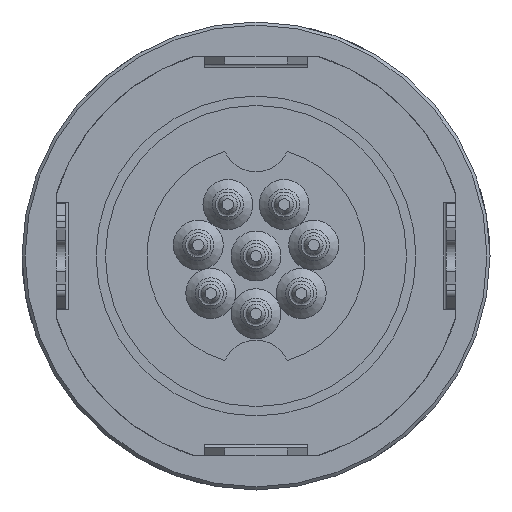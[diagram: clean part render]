
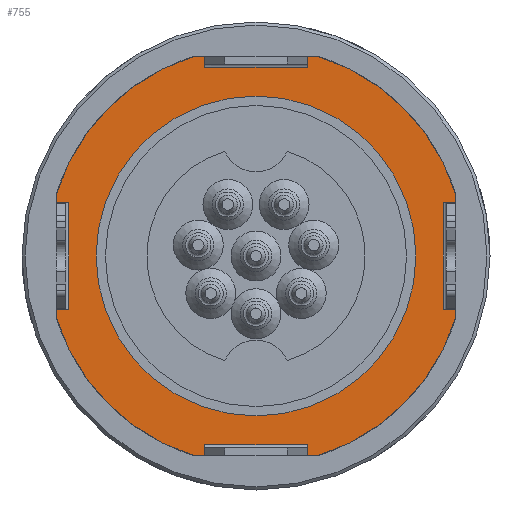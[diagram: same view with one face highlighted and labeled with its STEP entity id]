
A CAD part, left-side view. The second image highlights one B-rep face of the part: STEP entity #755.
In plain terms, the highlighted planar face has unit normal (-1, 0, 0).
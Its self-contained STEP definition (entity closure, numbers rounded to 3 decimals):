
#508=PLANE('',#4842);
#755=ADVANCED_FACE('',(#1109,#1110),#508,.T.);
#1109=FACE_BOUND('',#1472,.T.);
#1110=FACE_BOUND('',#1473,.T.);
#1472=EDGE_LOOP('',(#2939));
#1473=EDGE_LOOP('',(#2940,#2941,#2942,#2943,#2944,#2945,#2946,#2947,#2948,
#2949,#2950,#2951,#2952,#2953,#2954,#2955,#2956,#2957,#2958,#2959,#2960,
#2961,#2962,#2963));
#1700=LINE('',#7301,#1972);
#1702=LINE('',#7307,#1974);
#1703=LINE('',#7311,#1975);
#1704=LINE('',#7315,#1976);
#1707=LINE('',#7321,#1979);
#1708=LINE('',#7327,#1980);
#1709=LINE('',#7329,#1981);
#1711=LINE('',#7335,#1983);
#1712=LINE('',#7342,#1984);
#1718=LINE('',#7354,#1990);
#1719=LINE('',#7356,#1991);
#1762=LINE('',#7464,#2034);
#1766=LINE('',#7473,#2038);
#1767=LINE('',#7474,#2039);
#1771=LINE('',#7483,#2043);
#1772=LINE('',#7484,#2044);
#1773=LINE('',#7486,#2045);
#1774=LINE('',#7492,#2046);
#1775=LINE('',#7493,#2047);
#1776=LINE('',#7497,#2048);
#1972=VECTOR('',#5848,1.);
#1974=VECTOR('',#5854,1.);
#1975=VECTOR('',#5859,1.);
#1976=VECTOR('',#5864,1.);
#1979=VECTOR('',#5869,1.);
#1980=VECTOR('',#5876,1.);
#1981=VECTOR('',#5879,1.);
#1983=VECTOR('',#5885,1.);
#1984=VECTOR('',#5894,1.);
#1990=VECTOR('',#5904,1.);
#1991=VECTOR('',#5907,1.);
#2034=VECTOR('',#6024,1.);
#2038=VECTOR('',#6030,1.);
#2039=VECTOR('',#6031,1.);
#2043=VECTOR('',#6037,1.);
#2044=VECTOR('',#6038,1.);
#2045=VECTOR('',#6041,1.);
#2046=VECTOR('',#6048,1.);
#2047=VECTOR('',#6049,1.);
#2048=VECTOR('',#6052,1.);
#2939=ORIENTED_EDGE('',*,*,#4000,.T.);
#2940=ORIENTED_EDGE('',*,*,#4001,.F.);
#2941=ORIENTED_EDGE('',*,*,#3998,.T.);
#2942=ORIENTED_EDGE('',*,*,#4007,.F.);
#2943=ORIENTED_EDGE('',*,*,#4073,.F.);
#2944=ORIENTED_EDGE('',*,*,#4074,.F.);
#2945=ORIENTED_EDGE('',*,*,#4067,.F.);
#2946=ORIENTED_EDGE('',*,*,#3995,.T.);
#2947=ORIENTED_EDGE('',*,*,#3994,.T.);
#2948=ORIENTED_EDGE('',*,*,#3991,.F.);
#2949=ORIENTED_EDGE('',*,*,#4066,.F.);
#2950=ORIENTED_EDGE('',*,*,#4075,.F.);
#2951=ORIENTED_EDGE('',*,*,#4072,.F.);
#2952=ORIENTED_EDGE('',*,*,#3988,.F.);
#2953=ORIENTED_EDGE('',*,*,#3986,.T.);
#2954=ORIENTED_EDGE('',*,*,#3984,.F.);
#2955=ORIENTED_EDGE('',*,*,#4071,.F.);
#2956=ORIENTED_EDGE('',*,*,#4076,.F.);
#2957=ORIENTED_EDGE('',*,*,#4077,.F.);
#2958=ORIENTED_EDGE('',*,*,#4008,.T.);
#2959=ORIENTED_EDGE('',*,*,#3981,.T.);
#2960=ORIENTED_EDGE('',*,*,#4062,.F.);
#2961=ORIENTED_EDGE('',*,*,#4078,.F.);
#2962=ORIENTED_EDGE('',*,*,#4079,.F.);
#2963=ORIENTED_EDGE('',*,*,#4080,.F.);
#3497=VERTEX_POINT('',#7300);
#3498=VERTEX_POINT('',#7302);
#3499=VERTEX_POINT('',#7306);
#3500=VERTEX_POINT('',#7308);
#3501=VERTEX_POINT('',#7312);
#3502=VERTEX_POINT('',#7316);
#3503=VERTEX_POINT('',#7320);
#3504=VERTEX_POINT('',#7322);
#3505=VERTEX_POINT('',#7326);
#3506=VERTEX_POINT('',#7330);
#3507=VERTEX_POINT('',#7334);
#3508=VERTEX_POINT('',#7336);
#3509=VERTEX_POINT('',#7340);
#3510=VERTEX_POINT('',#7343);
#3513=VERTEX_POINT('',#7353);
#3514=VERTEX_POINT('',#7357);
#3541=VERTEX_POINT('',#7463);
#3542=VERTEX_POINT('',#7467);
#3545=VERTEX_POINT('',#7472);
#3546=VERTEX_POINT('',#7477);
#3549=VERTEX_POINT('',#7482);
#3550=VERTEX_POINT('',#7487);
#3551=VERTEX_POINT('',#7491);
#3552=VERTEX_POINT('',#7494);
#3553=VERTEX_POINT('',#7496);
#3981=EDGE_CURVE('',#3498,#3497,#1700,.T.);
#3984=EDGE_CURVE('',#3499,#3500,#1702,.T.);
#3986=EDGE_CURVE('',#3501,#3500,#1703,.T.);
#3988=EDGE_CURVE('',#3501,#3502,#1704,.T.);
#3991=EDGE_CURVE('',#3503,#3504,#1707,.T.);
#3994=EDGE_CURVE('',#3505,#3504,#1708,.T.);
#3995=EDGE_CURVE('',#3506,#3505,#1709,.T.);
#3998=EDGE_CURVE('',#3508,#3507,#1711,.T.);
#4000=EDGE_CURVE('',#3509,#3509,#4350,.T.);
#4001=EDGE_CURVE('',#3508,#3510,#1712,.T.);
#4007=EDGE_CURVE('',#3513,#3507,#1718,.T.);
#4008=EDGE_CURVE('',#3514,#3498,#1719,.T.);
#4062=EDGE_CURVE('',#3541,#3497,#1762,.T.);
#4066=EDGE_CURVE('',#3545,#3503,#1766,.T.);
#4067=EDGE_CURVE('',#3506,#3542,#1767,.T.);
#4071=EDGE_CURVE('',#3549,#3499,#1771,.T.);
#4072=EDGE_CURVE('',#3502,#3546,#1772,.T.);
#4073=EDGE_CURVE('',#3550,#3513,#1773,.T.);
#4074=EDGE_CURVE('',#3542,#3550,#4362,.T.);
#4075=EDGE_CURVE('',#3546,#3545,#4363,.T.);
#4076=EDGE_CURVE('',#3551,#3549,#4364,.T.);
#4077=EDGE_CURVE('',#3514,#3551,#1774,.T.);
#4078=EDGE_CURVE('',#3552,#3541,#1775,.T.);
#4079=EDGE_CURVE('',#3553,#3552,#4365,.T.);
#4080=EDGE_CURVE('',#3510,#3553,#1776,.T.);
#4350=CIRCLE('',#4793,5.125);
#4362=CIRCLE('',#4838,6.7);
#4363=CIRCLE('',#4839,6.7);
#4364=CIRCLE('',#4840,6.7);
#4365=CIRCLE('',#4841,6.7);
#4793=AXIS2_PLACEMENT_3D('',#7339,#5890,#5891);
#4838=AXIS2_PLACEMENT_3D('',#7488,#6042,#6043);
#4839=AXIS2_PLACEMENT_3D('',#7489,#6044,#6045);
#4840=AXIS2_PLACEMENT_3D('',#7490,#6046,#6047);
#4841=AXIS2_PLACEMENT_3D('',#7495,#6050,#6051);
#4842=AXIS2_PLACEMENT_3D('',#7498,#6053,#6054);
#5848=DIRECTION('',(0.,0.,-1.));
#5854=DIRECTION('',(0.,0.,-1.));
#5859=DIRECTION('',(0.,1.,0.));
#5864=DIRECTION('',(0.,0.,1.));
#5869=DIRECTION('',(0.,1.,0.));
#5876=DIRECTION('',(0.,0.,1.));
#5879=DIRECTION('',(0.,1.,0.));
#5885=DIRECTION('',(0.,-1.,0.));
#5890=DIRECTION('',(1.,0.,0.));
#5891=DIRECTION('',(0.,0.,1.));
#5894=DIRECTION('',(0.,0.,-1.));
#5904=DIRECTION('',(0.,0.,1.));
#5907=DIRECTION('',(0.,-1.,0.));
#6024=DIRECTION('',(0.,-1.,0.));
#6030=DIRECTION('',(0.,0.,-1.));
#6031=DIRECTION('',(0.,0.,-1.));
#6037=DIRECTION('',(0.,-1.,0.));
#6038=DIRECTION('',(0.,-1.,0.));
#6041=DIRECTION('',(0.,1.,0.));
#6042=DIRECTION('',(1.,0.,0.));
#6043=DIRECTION('',(0.,0.,-1.));
#6044=DIRECTION('',(1.,0.,0.));
#6045=DIRECTION('',(0.,0.,-1.));
#6046=DIRECTION('',(1.,0.,0.));
#6047=DIRECTION('',(0.,0.,-1.));
#6048=DIRECTION('',(0.,0.,1.));
#6049=DIRECTION('',(0.,0.,1.));
#6050=DIRECTION('',(1.,0.,0.));
#6051=DIRECTION('',(0.,0.,-1.));
#6052=DIRECTION('',(0.,1.,0.));
#6053=DIRECTION('',(-1.,0.,0.));
#6054=DIRECTION('',(0.,0.,1.));
#7300=CARTESIAN_POINT('',(-1.4,6.,-1.7));
#7301=CARTESIAN_POINT('',(-1.4,6.,0.));
#7302=CARTESIAN_POINT('',(-1.4,6.,1.7));
#7306=CARTESIAN_POINT('',(-1.4,1.643,6.4));
#7307=CARTESIAN_POINT('',(-1.4,1.643,0.));
#7308=CARTESIAN_POINT('',(-1.4,1.643,6.05));
#7311=CARTESIAN_POINT('',(-1.4,1.643,6.05));
#7312=CARTESIAN_POINT('',(-1.4,-1.643,6.05));
#7315=CARTESIAN_POINT('',(-1.4,-1.643,0.));
#7316=CARTESIAN_POINT('',(-1.4,-1.643,6.4));
#7320=CARTESIAN_POINT('',(-1.4,-6.4,1.7));
#7321=CARTESIAN_POINT('',(-1.4,-6.4,1.7));
#7322=CARTESIAN_POINT('',(-1.4,-6.,1.7));
#7326=CARTESIAN_POINT('',(-1.4,-6.,-1.7));
#7327=CARTESIAN_POINT('',(-1.4,-6.,0.));
#7329=CARTESIAN_POINT('',(-1.4,-6.4,-1.7));
#7330=CARTESIAN_POINT('',(-1.4,-6.4,-1.7));
#7334=CARTESIAN_POINT('',(-1.4,-1.643,-6.05));
#7335=CARTESIAN_POINT('',(-1.4,-1.643,-6.05));
#7336=CARTESIAN_POINT('',(-1.4,1.643,-6.05));
#7339=CARTESIAN_POINT('',(-1.4,0.,0.));
#7340=CARTESIAN_POINT('',(-1.4,0.,5.125));
#7342=CARTESIAN_POINT('',(-1.4,1.643,0.));
#7343=CARTESIAN_POINT('',(-1.4,1.643,-6.4));
#7353=CARTESIAN_POINT('',(-1.4,-1.643,-6.4));
#7354=CARTESIAN_POINT('',(-1.4,-1.643,0.));
#7356=CARTESIAN_POINT('',(-1.4,6.4,1.7));
#7357=CARTESIAN_POINT('',(-1.4,6.4,1.7));
#7463=CARTESIAN_POINT('',(-1.4,6.4,-1.7));
#7464=CARTESIAN_POINT('',(-1.4,6.4,-1.7));
#7467=CARTESIAN_POINT('',(-1.4,-6.4,-1.982));
#7472=CARTESIAN_POINT('',(-1.4,-6.4,1.982));
#7473=CARTESIAN_POINT('',(-1.4,-6.4,2.5));
#7474=CARTESIAN_POINT('',(-1.4,-6.4,2.5));
#7477=CARTESIAN_POINT('',(-1.4,-1.982,6.4));
#7482=CARTESIAN_POINT('',(-1.4,1.982,6.4));
#7483=CARTESIAN_POINT('',(-1.4,2.5,6.4));
#7484=CARTESIAN_POINT('',(-1.4,2.5,6.4));
#7486=CARTESIAN_POINT('',(-1.4,-2.5,-6.4));
#7487=CARTESIAN_POINT('',(-1.4,-1.982,-6.4));
#7488=CARTESIAN_POINT('',(-1.4,0.,0.));
#7489=CARTESIAN_POINT('',(-1.4,0.,0.));
#7490=CARTESIAN_POINT('',(-1.4,0.,0.));
#7491=CARTESIAN_POINT('',(-1.4,6.4,1.982));
#7492=CARTESIAN_POINT('',(-1.4,6.4,-2.5));
#7493=CARTESIAN_POINT('',(-1.4,6.4,-2.5));
#7494=CARTESIAN_POINT('',(-1.4,6.4,-1.982));
#7495=CARTESIAN_POINT('',(-1.4,0.,0.));
#7496=CARTESIAN_POINT('',(-1.4,1.982,-6.4));
#7497=CARTESIAN_POINT('',(-1.4,-2.5,-6.4));
#7498=CARTESIAN_POINT('',(-1.4,0.,0.));
